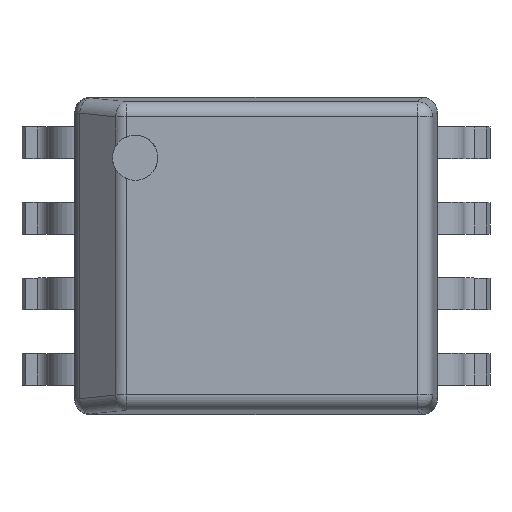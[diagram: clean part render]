
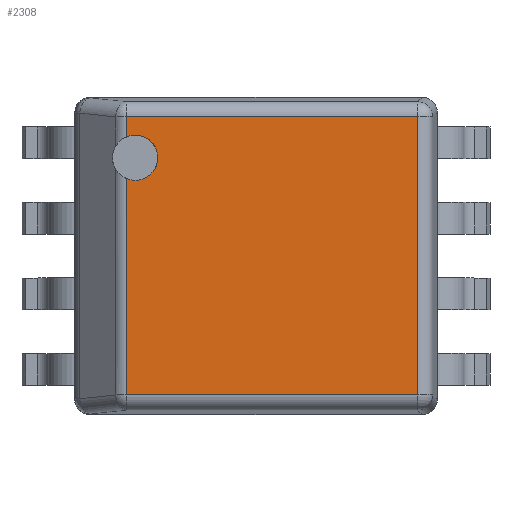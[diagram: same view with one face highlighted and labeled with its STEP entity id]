
A CAD part, top view. The second image highlights one B-rep face of the part: STEP entity #2308.
In plain terms, the highlighted planar face has unit normal (0, 0, 1).
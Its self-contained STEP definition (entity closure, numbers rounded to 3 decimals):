
#2085 = VERTEX_POINT('',#2086);
#2086 = CARTESIAN_POINT('',(2.271,0.129,0.9));
#2093 = EDGE_CURVE('',#2094,#2085,#2096,.T.);
#2094 = VERTEX_POINT('',#2095);
#2095 = CARTESIAN_POINT('',(0.341,0.129,0.9));
#2096 = LINE('',#2097,#2098);
#2097 = CARTESIAN_POINT('',(0.3,0.129,0.9));
#2098 = VECTOR('',#2099,1.);
#2099 = DIRECTION('',(1.,0.,0.));
#2168 = VERTEX_POINT('',#2169);
#2169 = CARTESIAN_POINT('',(0.341,1.971,0.9));
#2176 = EDGE_CURVE('',#2168,#2177,#2179,.T.);
#2177 = VERTEX_POINT('',#2178);
#2178 = CARTESIAN_POINT('',(2.271,1.971,0.9));
#2179 = LINE('',#2180,#2181);
#2180 = CARTESIAN_POINT('',(0.3,1.971,0.9));
#2181 = VECTOR('',#2182,1.);
#2182 = DIRECTION('',(1.,0.,0.));
#2206 = EDGE_CURVE('',#2085,#2177,#2207,.T.);
#2207 = LINE('',#2208,#2209);
#2208 = CARTESIAN_POINT('',(2.271,0.039,0.9));
#2209 = VECTOR('',#2210,1.);
#2210 = DIRECTION('',(0.,1.,0.));
#2308 = ADVANCED_FACE('',(#2309),#2346,.T.);
#2309 = FACE_BOUND('',#2310,.T.);
#2310 = EDGE_LOOP('',(#2311,#2312,#2320,#2329,#2338,#2344,#2345));
#2311 = ORIENTED_EDGE('',*,*,#2176,.F.);
#2312 = ORIENTED_EDGE('',*,*,#2313,.F.);
#2313 = EDGE_CURVE('',#2314,#2168,#2316,.T.);
#2314 = VERTEX_POINT('',#2315);
#2315 = CARTESIAN_POINT('',(0.341,1.838,0.9));
#2316 = LINE('',#2317,#2318);
#2317 = CARTESIAN_POINT('',(0.341,0.039,0.9));
#2318 = VECTOR('',#2319,1.);
#2319 = DIRECTION('',(0.,1.,0.));
#2320 = ORIENTED_EDGE('',*,*,#2321,.F.);
#2321 = EDGE_CURVE('',#2322,#2314,#2324,.T.);
#2322 = VERTEX_POINT('',#2323);
#2323 = CARTESIAN_POINT('',(0.55,1.7,0.9));
#2324 = CIRCLE('',#2325,0.15);
#2325 = AXIS2_PLACEMENT_3D('',#2326,#2327,#2328);
#2326 = CARTESIAN_POINT('',(0.4,1.7,0.9));
#2327 = DIRECTION('',(0.,0.,1.));
#2328 = DIRECTION('',(1.,0.,0.));
#2329 = ORIENTED_EDGE('',*,*,#2330,.F.);
#2330 = EDGE_CURVE('',#2331,#2322,#2333,.T.);
#2331 = VERTEX_POINT('',#2332);
#2332 = CARTESIAN_POINT('',(0.341,1.562,0.9));
#2333 = CIRCLE('',#2334,0.15);
#2334 = AXIS2_PLACEMENT_3D('',#2335,#2336,#2337);
#2335 = CARTESIAN_POINT('',(0.4,1.7,0.9));
#2336 = DIRECTION('',(0.,0.,1.));
#2337 = DIRECTION('',(1.,0.,0.));
#2338 = ORIENTED_EDGE('',*,*,#2339,.F.);
#2339 = EDGE_CURVE('',#2094,#2331,#2340,.T.);
#2340 = LINE('',#2341,#2342);
#2341 = CARTESIAN_POINT('',(0.341,0.039,0.9));
#2342 = VECTOR('',#2343,1.);
#2343 = DIRECTION('',(0.,1.,0.));
#2344 = ORIENTED_EDGE('',*,*,#2093,.T.);
#2345 = ORIENTED_EDGE('',*,*,#2206,.T.);
#2346 = PLANE('',#2347);
#2347 = AXIS2_PLACEMENT_3D('',#2348,#2349,#2350);
#2348 = CARTESIAN_POINT('',(0.,0.,0.9));
#2349 = DIRECTION('',(0.,0.,1.));
#2350 = DIRECTION('',(1.,0.,0.));
